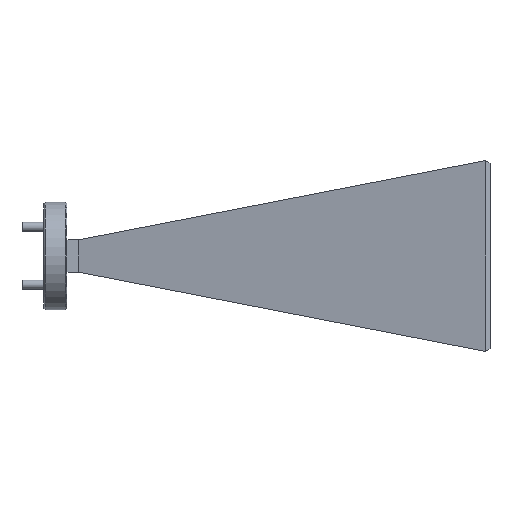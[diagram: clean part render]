
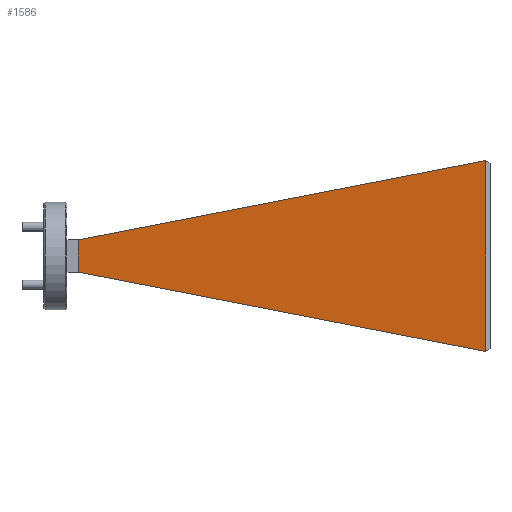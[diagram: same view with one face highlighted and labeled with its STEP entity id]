
A CAD part, front view. The second image highlights one B-rep face of the part: STEP entity #1586.
In plain terms, the highlighted planar face has unit normal (-0.16, -0.987, 0).
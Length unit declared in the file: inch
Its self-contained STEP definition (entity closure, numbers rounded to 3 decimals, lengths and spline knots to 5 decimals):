
#35 = VERTEX_POINT ( 'NONE', #2575 ) ;
#39 = DIRECTION ( 'NONE',  ( 0.987, -0.16, 0. ) ) ;
#51 = CARTESIAN_POINT ( 'NONE',  ( -1.76108, 0.69272, -0.10973 ) ) ;
#102 = EDGE_CURVE ( 'NONE', #624, #406, #2257, .T. ) ;
#194 = CARTESIAN_POINT ( 'NONE',  ( 1.0693, 0.23501, -0.66096 ) ) ;
#250 = VECTOR ( 'NONE', #282, 39.37008 ) ;
#282 = DIRECTION ( 'NONE',  ( -0.969, 0.157, -0.189 ) ) ;
#288 = CARTESIAN_POINT ( 'NONE',  ( 0.06334, 0.39768, 0.00227 ) ) ;
#394 = EDGE_CURVE ( 'NONE', #624, #879, #1465, .T. ) ;
#406 = VERTEX_POINT ( 'NONE', #51 ) ;
#432 = CARTESIAN_POINT ( 'NONE',  ( -1.76108, 0.69272, 0.00227 ) ) ;
#439 = DIRECTION ( 'NONE',  ( -0.969, 0.157, 0.189 ) ) ;
#466 = CARTESIAN_POINT ( 'NONE',  ( 1.09892, 0.23022, -0.66673 ) ) ;
#509 = VECTOR ( 'NONE', #2478, 39.37008 ) ;
#624 = VERTEX_POINT ( 'NONE', #194 ) ;
#844 = EDGE_CURVE ( 'NONE', #35, #406, #1867, .T. ) ;
#863 = CARTESIAN_POINT ( 'NONE',  ( 1.09892, 0.23022, 0.67127 ) ) ;
#879 = VERTEX_POINT ( 'NONE', #1325 ) ;
#899 = CARTESIAN_POINT ( 'NONE',  ( 1.0693, 0.23501, 0.67127 ) ) ;
#1043 = DIRECTION ( 'NONE',  ( 0., 0., -1. ) ) ;
#1070 = ORIENTED_EDGE ( 'NONE', *, *, #1915, .T. ) ;
#1251 = PLANE ( 'NONE',  #2513 ) ;
#1325 = CARTESIAN_POINT ( 'NONE',  ( 1.0693, 0.23501, 0.6655 ) ) ;
#1329 = EDGE_LOOP ( 'NONE', ( #1385, #2345, #1070, #2562 ) ) ;
#1385 = ORIENTED_EDGE ( 'NONE', *, *, #102, .F. ) ;
#1465 = LINE ( 'NONE', #899, #509 ) ;
#1586 = ADVANCED_FACE ( 'NONE', ( #1910 ), #1251, .T. ) ;
#1653 = VECTOR ( 'NONE', #439, 39.37008 ) ;
#1785 = VECTOR ( 'NONE', #1043, 39.37008 ) ;
#1867 = LINE ( 'NONE', #432, #1785 ) ;
#1910 = FACE_OUTER_BOUND ( 'NONE', #1329, .T. ) ;
#1915 = EDGE_CURVE ( 'NONE', #879, #35, #1917, .T. ) ;
#1917 = LINE ( 'NONE', #863, #250 ) ;
#2257 = LINE ( 'NONE', #466, #1653 ) ;
#2345 = ORIENTED_EDGE ( 'NONE', *, *, #394, .T. ) ;
#2450 = DIRECTION ( 'NONE',  ( -0.16, -0.987, 0. ) ) ;
#2478 = DIRECTION ( 'NONE',  ( 0., 0., 1. ) ) ;
#2513 = AXIS2_PLACEMENT_3D ( 'NONE', #288, #2450, #39 ) ;
#2562 = ORIENTED_EDGE ( 'NONE', *, *, #844, .T. ) ;
#2575 = CARTESIAN_POINT ( 'NONE',  ( -1.76108, 0.69272, 0.11427 ) ) ;
